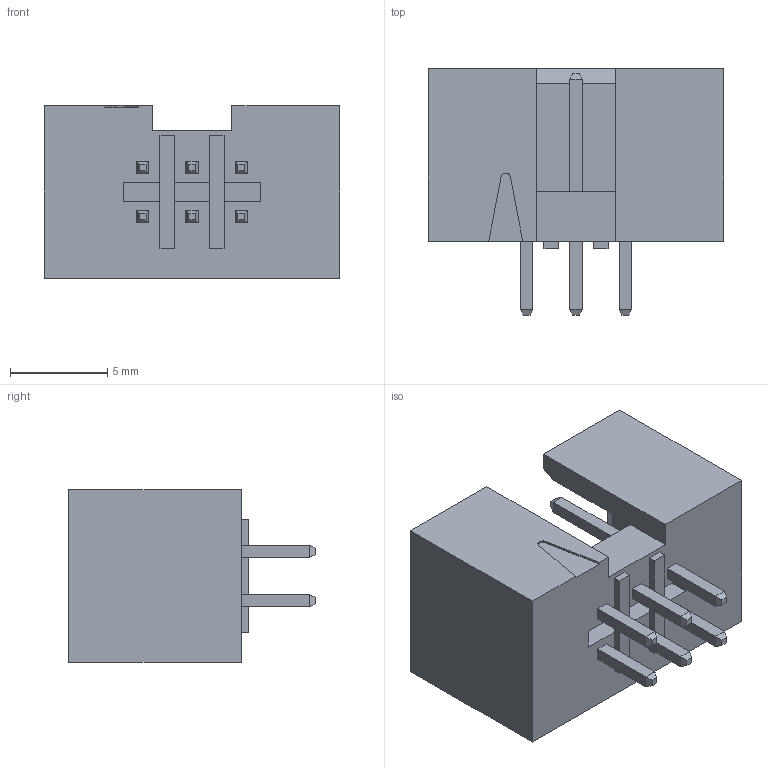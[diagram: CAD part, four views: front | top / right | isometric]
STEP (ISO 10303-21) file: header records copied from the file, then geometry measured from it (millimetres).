
FILE_DESCRIPTION((''),'2;1');
FILE_NAME('878340619','2010-09-15T',('gga'),(''),'PRO/ENGINEER BY PARAMETRIC TECHNOLOGY CORPORATION, 2003451','PRO/ENGINEER BY PARAMETRIC TECHNOLOGY CORPORATION, 2003451','');
FILE_SCHEMA(('CONFIG_CONTROL_DESIGN'));
Length unit declared in the file: millimetre
Products named in the file (1): 878340619
Bounding box: 15.24 x 12.7 x 8.89 mm (x, y, z)
Volume: 662.2 mm3; surface area: 1064.1 mm2
Topology: 1 solids, 1 shells, 158 faces, 387 edges, 240 vertices
Faces by surface type: plane 149, cylinder 5, cone 4
Entity records: 4530 total; most frequent: CARTESIAN_POINT 774, ORIENTED_EDGE 750, DIRECTION 731, EDGE_CURVE 375, VECTOR 361, LINE 361, VERTEX_POINT 228, AXIS2_PLACEMENT_3D 185
